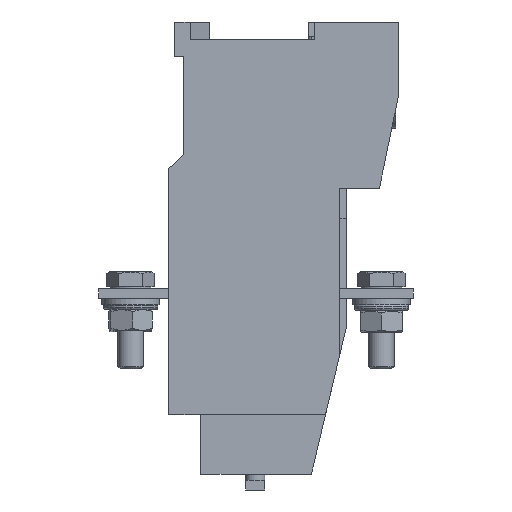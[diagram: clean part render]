
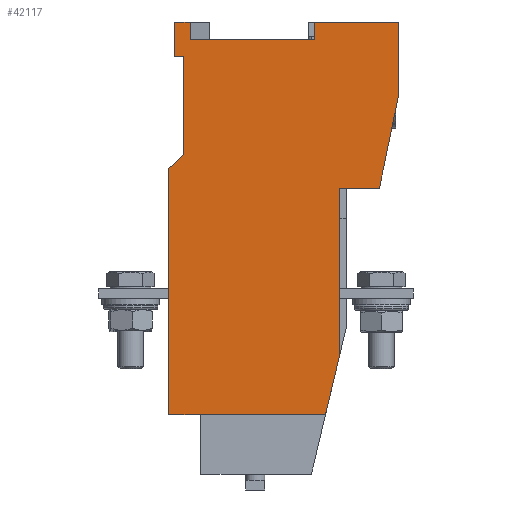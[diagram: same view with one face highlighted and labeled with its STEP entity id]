
A CAD part, left-side view. The second image highlights one B-rep face of the part: STEP entity #42117.
In plain terms, the highlighted planar face has unit normal (-1, 0, 0).
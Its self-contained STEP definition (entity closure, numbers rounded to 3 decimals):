
#84 = VERTEX_POINT ( 'NONE', #34892 ) ;
#199 = CARTESIAN_POINT ( 'NONE',  ( -52.1, -6.7, 123. ) ) ;
#1213 = ORIENTED_EDGE ( 'NONE', *, *, #28083, .T. ) ;
#1614 = DIRECTION ( 'NONE',  ( 0., -1., 0. ) ) ;
#2561 = EDGE_CURVE ( 'NONE', #39469, #15384, #23897, .T. ) ;
#3380 = LINE ( 'NONE', #32961, #44597 ) ;
#5104 = EDGE_CURVE ( 'NONE', #84, #39591, #33621, .T. ) ;
#5520 = VECTOR ( 'NONE', #50809, 1000. ) ;
#5738 = VERTEX_POINT ( 'NONE', #39440 ) ;
#6138 = VECTOR ( 'NONE', #13066, 1000. ) ;
#6214 = DIRECTION ( 'NONE',  ( 0., -0.23, 0.973 ) ) ;
#6323 = CARTESIAN_POINT ( 'NONE',  ( -52.1, -49., 0. ) ) ;
#6389 = CARTESIAN_POINT ( 'NONE',  ( -52.1, -53.5, 0. ) ) ;
#6444 = DIRECTION ( 'NONE',  ( 0., 0., 1. ) ) ;
#6451 = ORIENTED_EDGE ( 'NONE', *, *, #43863, .T. ) ;
#6818 = CARTESIAN_POINT ( 'NONE',  ( -52.1, 0., 123. ) ) ;
#7066 = DIRECTION ( 'NONE',  ( 0., 1., 0. ) ) ;
#7230 = VERTEX_POINT ( 'NONE', #18442 ) ;
#8538 = LINE ( 'NONE', #34200, #29820 ) ;
#9083 = CARTESIAN_POINT ( 'NONE',  ( -52.1, -45.7, 117.5 ) ) ;
#9281 = VERTEX_POINT ( 'NONE', #35646 ) ;
#9646 = FACE_OUTER_BOUND ( 'NONE', #41869, .T. ) ;
#9937 = LINE ( 'NONE', #41556, #21256 ) ;
#10188 = DIRECTION ( 'NONE',  ( 0., 0., -1. ) ) ;
#10251 = CARTESIAN_POINT ( 'NONE',  ( -52.1, -4.7, 0. ) ) ;
#11142 = VECTOR ( 'NONE', #6214, 1000. ) ;
#11475 = CARTESIAN_POINT ( 'NONE',  ( -52.1, -53.5, 19. ) ) ;
#12494 = VERTEX_POINT ( 'NONE', #199 ) ;
#13066 = DIRECTION ( 'NONE',  ( 0., 0., 1. ) ) ;
#13819 = LINE ( 'NONE', #6818, #23804 ) ;
#14230 = CARTESIAN_POINT ( 'NONE',  ( -52.1, -53.5, 71. ) ) ;
#14707 = LINE ( 'NONE', #19260, #27359 ) ;
#15237 = ORIENTED_EDGE ( 'NONE', *, *, #32989, .T. ) ;
#15384 = VERTEX_POINT ( 'NONE', #52564 ) ;
#15712 = ORIENTED_EDGE ( 'NONE', *, *, #37216, .T. ) ;
#15776 = CARTESIAN_POINT ( 'NONE',  ( -52.1, 0., 0. ) ) ;
#15883 = ORIENTED_EDGE ( 'NONE', *, *, #2561, .T. ) ;
#16425 = VERTEX_POINT ( 'NONE', #11475 ) ;
#16930 = ORIENTED_EDGE ( 'NONE', *, *, #37153, .T. ) ;
#17110 = VERTEX_POINT ( 'NONE', #9083 ) ;
#18442 = CARTESIAN_POINT ( 'NONE',  ( -52.1, -6.7, 117.5 ) ) ;
#19196 = DIRECTION ( 'NONE',  ( 0., 0., -1. ) ) ;
#19260 = CARTESIAN_POINT ( 'NONE',  ( -52.1, 0., 0. ) ) ;
#19646 = VERTEX_POINT ( 'NONE', #53778 ) ;
#20061 = EDGE_CURVE ( 'NONE', #45736, #23602, #43444, .T. ) ;
#21256 = VECTOR ( 'NONE', #42896, 1000. ) ;
#21582 = ORIENTED_EDGE ( 'NONE', *, *, #42625, .T. ) ;
#22658 = ORIENTED_EDGE ( 'NONE', *, *, #24292, .T. ) ;
#23602 = VERTEX_POINT ( 'NONE', #39233 ) ;
#23804 = VECTOR ( 'NONE', #7066, 1000. ) ;
#23897 = LINE ( 'NONE', #28713, #25981 ) ;
#24154 = ORIENTED_EDGE ( 'NONE', *, *, #53496, .T. ) ;
#24292 = EDGE_CURVE ( 'NONE', #17110, #7230, #3380, .T. ) ;
#25724 = CARTESIAN_POINT ( 'NONE',  ( -52.1, 0., 123. ) ) ;
#25779 = AXIS2_PLACEMENT_3D ( 'NONE', #38224, #37998, #37933 ) ;
#25977 = DIRECTION ( 'NONE',  ( 0., 1., 0. ) ) ;
#25981 = VECTOR ( 'NONE', #42254, 1000. ) ;
#27296 = CARTESIAN_POINT ( 'NONE',  ( -52.1, 0., 112.3 ) ) ;
#27359 = VECTOR ( 'NONE', #19196, 1000. ) ;
#27831 = EDGE_CURVE ( 'NONE', #5738, #17110, #34009, .T. ) ;
#28083 = EDGE_CURVE ( 'NONE', #39591, #33688, #44139, .T. ) ;
#28123 = EDGE_CURVE ( 'NONE', #19646, #9281, #47286, .T. ) ;
#28713 = CARTESIAN_POINT ( 'NONE',  ( -52.1, -1.7, 0. ) ) ;
#29395 = ORIENTED_EDGE ( 'NONE', *, *, #27831, .T. ) ;
#29820 = VECTOR ( 'NONE', #38431, 1000. ) ;
#30093 = LINE ( 'NONE', #38590, #6138 ) ;
#31410 = ORIENTED_EDGE ( 'NONE', *, *, #37190, .T. ) ;
#31414 = ORIENTED_EDGE ( 'NONE', *, *, #35111, .T. ) ;
#32386 = DIRECTION ( 'NONE',  ( 0., 1., 0. ) ) ;
#32961 = CARTESIAN_POINT ( 'NONE',  ( -52.1, 0., 117.5 ) ) ;
#32977 = ORIENTED_EDGE ( 'NONE', *, *, #5104, .T. ) ;
#32989 = EDGE_CURVE ( 'NONE', #33688, #45736, #14707, .T. ) ;
#33244 = CARTESIAN_POINT ( 'NONE',  ( -52.1, -72., 123. ) ) ;
#33298 = VECTOR ( 'NONE', #10188, 1000. ) ;
#33621 = LINE ( 'NONE', #10251, #33298 ) ;
#33688 = VERTEX_POINT ( 'NONE', #51940 ) ;
#33859 = VECTOR ( 'NONE', #6444, 1000. ) ;
#33965 = CARTESIAN_POINT ( 'NONE',  ( -52.1, -4.7, 81.6 ) ) ;
#34009 = LINE ( 'NONE', #44031, #34676 ) ;
#34200 = CARTESIAN_POINT ( 'NONE',  ( -52.1, 0., 71. ) ) ;
#34676 = VECTOR ( 'NONE', #43845, 1000. ) ;
#34892 = CARTESIAN_POINT ( 'NONE',  ( -52.1, -4.7, 112.3 ) ) ;
#35111 = EDGE_CURVE ( 'NONE', #7230, #12494, #9937, .T. ) ;
#35241 = LINE ( 'NONE', #6323, #11142 ) ;
#35521 = VERTEX_POINT ( 'NONE', #33244 ) ;
#35646 = CARTESIAN_POINT ( 'NONE',  ( -52.1, -72., 100.7 ) ) ;
#35782 = CARTESIAN_POINT ( 'NONE',  ( -52.1, -1.7, 123. ) ) ;
#37153 = EDGE_CURVE ( 'NONE', #12494, #39469, #13819, .T. ) ;
#37190 = EDGE_CURVE ( 'NONE', #16425, #51309, #45076, .T. ) ;
#37216 = EDGE_CURVE ( 'NONE', #23602, #16425, #35241, .T. ) ;
#37933 = DIRECTION ( 'NONE',  ( 0., 0., 1. ) ) ;
#37998 = DIRECTION ( 'NONE',  ( -1., 0., 0. ) ) ;
#38049 = PLANE ( 'NONE',  #25779 ) ;
#38224 = CARTESIAN_POINT ( 'NONE',  ( -52.1, 0., 0. ) ) ;
#38431 = DIRECTION ( 'NONE',  ( 0., -1., 0. ) ) ;
#38590 = CARTESIAN_POINT ( 'NONE',  ( -52.1, -72., 0. ) ) ;
#39233 = CARTESIAN_POINT ( 'NONE',  ( -52.1, -49., 0. ) ) ;
#39440 = CARTESIAN_POINT ( 'NONE',  ( -52.1, -45.7, 123. ) ) ;
#39469 = VERTEX_POINT ( 'NONE', #35782 ) ;
#39591 = VERTEX_POINT ( 'NONE', #33965 ) ;
#40292 = DIRECTION ( 'NONE',  ( 0., -0.201, 0.98 ) ) ;
#40999 = ORIENTED_EDGE ( 'NONE', *, *, #48348, .T. ) ;
#41328 = CARTESIAN_POINT ( 'NONE',  ( -52.1, -65.9, 71. ) ) ;
#41556 = CARTESIAN_POINT ( 'NONE',  ( -52.1, -6.7, 0. ) ) ;
#41604 = VECTOR ( 'NONE', #1614, 1000. ) ;
#41806 = DIRECTION ( 'NONE',  ( 0., 0.715, -0.699 ) ) ;
#41869 = EDGE_LOOP ( 'NONE', ( #21582, #29395, #22658, #31414, #16930, #15883, #24154, #32977, #1213, #15237, #43723, #15712, #31410, #40999, #50526, #6451 ) ) ;
#42117 = ADVANCED_FACE ( 'NONE', ( #9646 ), #38049, .T. ) ;
#42254 = DIRECTION ( 'NONE',  ( 0., 0., -1. ) ) ;
#42265 = CARTESIAN_POINT ( 'NONE',  ( -52.1, -4.7, 81.6 ) ) ;
#42625 = EDGE_CURVE ( 'NONE', #35521, #5738, #48785, .T. ) ;
#42896 = DIRECTION ( 'NONE',  ( 0., 0., 1. ) ) ;
#43444 = LINE ( 'NONE', #51046, #5520 ) ;
#43723 = ORIENTED_EDGE ( 'NONE', *, *, #20061, .T. ) ;
#43845 = DIRECTION ( 'NONE',  ( 0., 0., -1. ) ) ;
#43863 = EDGE_CURVE ( 'NONE', #9281, #35521, #30093, .T. ) ;
#44001 = VECTOR ( 'NONE', #40292, 1000. ) ;
#44031 = CARTESIAN_POINT ( 'NONE',  ( -52.1, -45.7, 0. ) ) ;
#44139 = LINE ( 'NONE', #42265, #45269 ) ;
#44597 = VECTOR ( 'NONE', #32386, 1000. ) ;
#45076 = LINE ( 'NONE', #6389, #33859 ) ;
#45269 = VECTOR ( 'NONE', #41806, 1000. ) ;
#45736 = VERTEX_POINT ( 'NONE', #15776 ) ;
#47286 = LINE ( 'NONE', #41328, #44001 ) ;
#47487 = VECTOR ( 'NONE', #25977, 1000. ) ;
#48348 = EDGE_CURVE ( 'NONE', #51309, #19646, #8538, .T. ) ;
#48785 = LINE ( 'NONE', #25724, #47487 ) ;
#50526 = ORIENTED_EDGE ( 'NONE', *, *, #28123, .T. ) ;
#50809 = DIRECTION ( 'NONE',  ( 0., -1., 0. ) ) ;
#51046 = CARTESIAN_POINT ( 'NONE',  ( -52.1, 0., 0. ) ) ;
#51309 = VERTEX_POINT ( 'NONE', #14230 ) ;
#51940 = CARTESIAN_POINT ( 'NONE',  ( -52.1, 0., 77. ) ) ;
#52564 = CARTESIAN_POINT ( 'NONE',  ( -52.1, -1.7, 112.3 ) ) ;
#52795 = LINE ( 'NONE', #27296, #41604 ) ;
#53496 = EDGE_CURVE ( 'NONE', #15384, #84, #52795, .T. ) ;
#53778 = CARTESIAN_POINT ( 'NONE',  ( -52.1, -65.9, 71. ) ) ;
